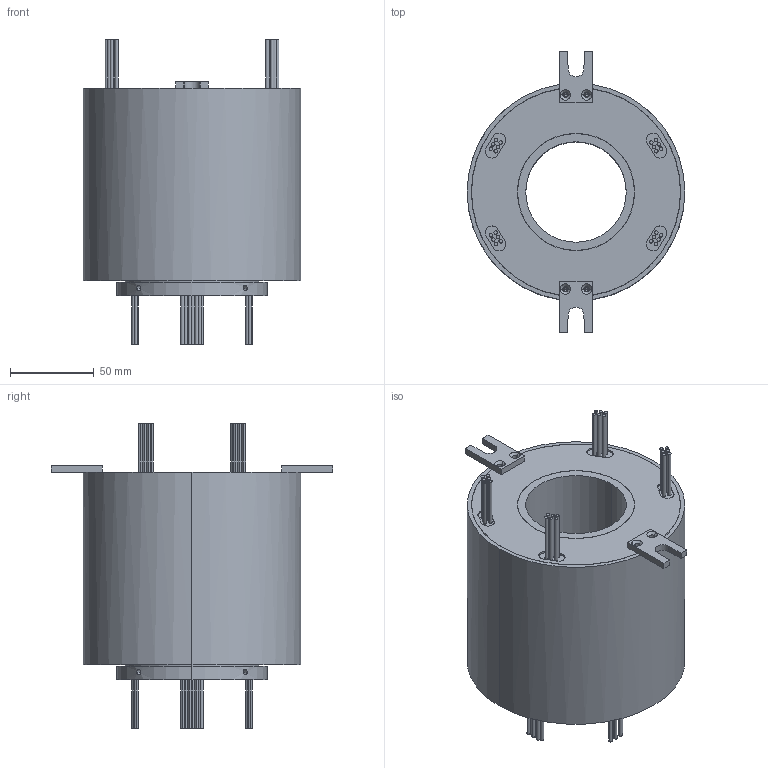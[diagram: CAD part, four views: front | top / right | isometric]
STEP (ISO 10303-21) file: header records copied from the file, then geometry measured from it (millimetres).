
FILE_DESCRIPTION (( 'STEP AP203' ), '1' );
FILE_NAME ('MT60130-P2410.STEP', '2020-07-17T05:59:08', ( 'gongcheng1' ), ( '' ), 'SwSTEP 2.0', 'SolidWorks 2014', '' );
FILE_SCHEMA (( 'CONFIG_CONTROL_DESIGN' ));
Length unit declared in the file: millimetre
Products named in the file (1): MT60130-P2410
Bounding box: 130 x 168 x 181.8 mm (x, y, z)
Volume: 1236241.2 mm3; surface area: 119292.2 mm2
Topology: 2 solids, 2 shells, 298 faces, 668 edges, 432 vertices
Faces by surface type: cylinder 174, plane 108, cone 16
Entity records: 9239 total; most frequent: CARTESIAN_POINT 2223, DIRECTION 1562, ORIENTED_EDGE 1320, EDGE_CURVE 660, AXIS2_PLACEMENT_3D 635, VERTEX_POINT 432, EDGE_LOOP 388, CIRCLE 336
